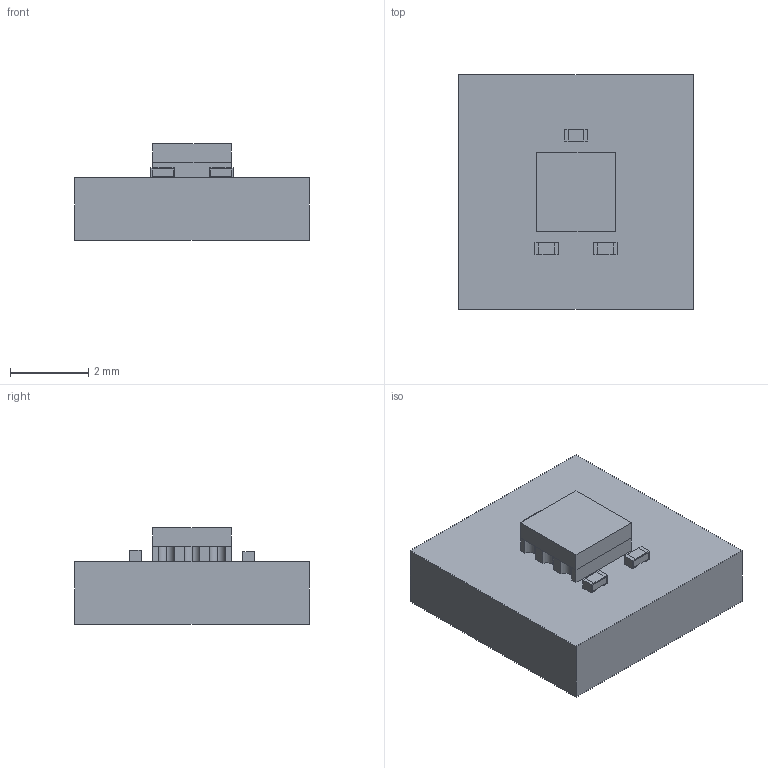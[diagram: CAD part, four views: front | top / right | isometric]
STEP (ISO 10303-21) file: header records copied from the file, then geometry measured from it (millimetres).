
FILE_DESCRIPTION(('Open CASCADE Model'),'2;1');
FILE_NAME('Open CASCADE Shape Model','2023-07-24T00:30:41',('Author'),( 'Open CASCADE'),'Open CASCADE STEP processor 6.8','Open CASCADE 6.8' ,'Unknown');
FILE_SCHEMA(('AUTOMOTIVE_DESIGN { 1 0 10303 214 1 1 1 1 }'));
Length unit declared in the file: millimetre
Products named in the file (21): PCB; Board; Open CASCADE STEP translator 6.8 2.1.1; U1; Light_Sensor_VEML3235; VEML3235; IC; Carrier; Verguss; R2; RES_0201_m0603; Open CASCADE STEP translator 6.8 2.3.1.1; Open CASCADE STEP translator 6.8 2.3.1.2; Open CASCADE STEP translator 6.8 2.3.1.3; Open CASCADE STEP translator 6.8 2.3.1.4; R1; C1; CAP_0201_m0603; Open CASCADE STEP translator 6.8 2.5.1.1; Open CASCADE STEP translator 6.8 2.5.1.2; Open CASCADE STEP translator 6.8 2.5.1.3
Assembly tree (21 placements, depth 5):
  PCB
    Board
      Open CASCADE STEP translator 6.8 2.1.1
    U1
      Light_Sensor_VEML3235
        VEML3235
          IC
          Carrier
          Verguss
    R2
      RES_0201_m0603
        Open CASCADE STEP translator 6.8 2.3.1.1
        Open CASCADE STEP translator 6.8 2.3.1.2
        Open CASCADE STEP translator 6.8 2.3.1.3
        Open CASCADE STEP translator 6.8 2.3.1.4
    R1
      RES_0201_m0603
        Open CASCADE STEP translator 6.8 2.3.1.1
        Open CASCADE STEP translator 6.8 2.3.1.2
        Open CASCADE STEP translator 6.8 2.3.1.3
        Open CASCADE STEP translator 6.8 2.3.1.4
    C1
      CAP_0201_m0603
        Open CASCADE STEP translator 6.8 2.5.1.1
        Open CASCADE STEP translator 6.8 2.5.1.2
        Open CASCADE STEP translator 6.8 2.5.1.3
Bounding box: 6 x 6 x 2.46 mm (x, y, z)
Volume: 60.9 mm3; surface area: 139.3 mm2
Topology: 15 solids, 15 shells, 124 faces, 282 edges, 188 vertices
Faces by surface type: plane 112, cylinder 12
Entity records: 3618 total; most frequent: CARTESIAN_POINT 464, DIRECTION 462, ORIENTED_EDGE 420, EDGE_CURVE 210, LINE 186, VECTOR 186, VERTEX_POINT 140, AXIS2_PLACEMENT_3D 138
